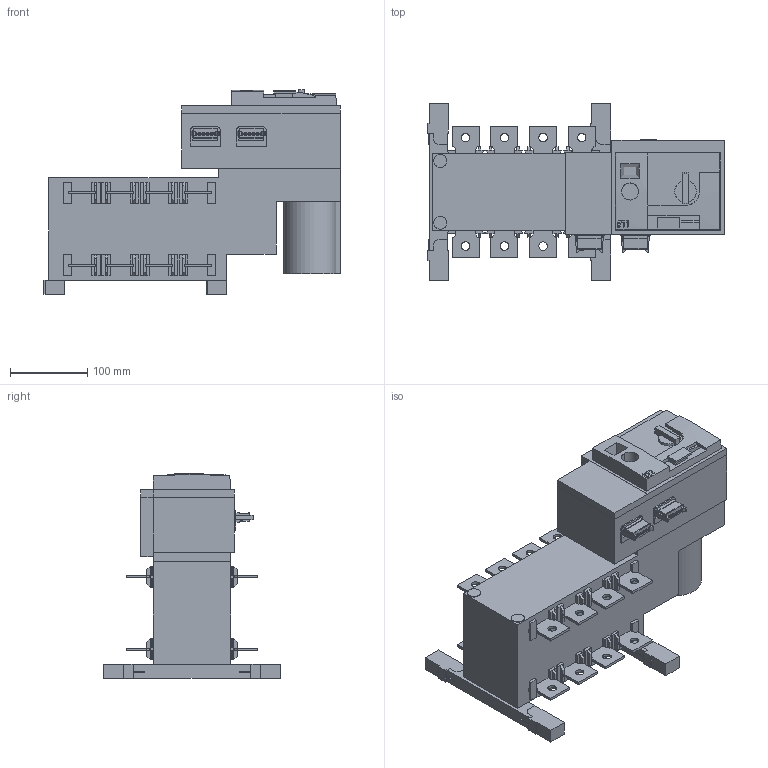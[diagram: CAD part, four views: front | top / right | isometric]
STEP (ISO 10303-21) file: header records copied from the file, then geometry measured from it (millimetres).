
FILE_DESCRIPTION((''),'2;1');
FILE_NAME('SDFG_ASM','2021-10-01T',('marketing.praksa'),('Audax d.o.o.'),'CREO PARAMETRIC BY PTC INC, 2017480','CREO PARAMETRIC BY PTC INC, 2017480','');
FILE_SCHEMA(('AUTOMOTIVE_DESIGN { 1 0 10303 214 1 1 1 1 }'));
Products named in the file (42): FRO; 95234025_01_1_1; 95234025_02_1_1; 95234025_05_1_1; 95234025_06_1_1; 95234025_07_1_1; 95234025_08_1_1; PLASTIKA_1_1_1; PLASTIKA_1_2_1; PLASTIKA_1_ASM_1_ASM; PRT9562_1_1_1_1_2_3_4_5; PRT9562_1_2_1_1_2; PRT9562_1_3_1_1_2; PRT9562_1_4_1; PRT9562_1_ASM_1_1_ASM; BL-ZAD_1_1; WHITE-ON-BLACK-BOX_1_1_1; WHITE-ON-BLACK-BOX_1_2_1; WHITE-ON-BLACK-BOX_1_ASM_1_ASM; 95234040_04_1_1; 95234040_04_1_2; 95234040_04_1_3; 95234040_04_1_4; 95234040_04_1_5; 95234040_04_1_6; 95234040_04_1_7; 95234040_04_1_8; 95234040_04_1_9; 95234040_04_1_10; 95234040_04_1_11; 95234040_04_1_12; 95234040_04_1_13; 95234040_04_1_14; 95234040_04_1_15; 95234040_04_1_16; 95234040_04_1_ASM; PRT9563_1_1_1_1_2_3; PRT9563_1_2_1_1_2; PRT9563_1_3_1_1_2; PRT9563_1_ASM_1_1_ASM ...
Assembly tree (41 placements, depth 3):
  SDFG_ASM
    FRO
    95234025_01_1_1
    95234025_02_1_1
    95234025_05_1_1
    95234025_06_1_1
    95234025_07_1_1
    95234025_08_1_1
    PLASTIKA_1_ASM_1_ASM
      PLASTIKA_1_1_1
      PLASTIKA_1_2_1
    PRT9562_1_ASM_1_1_ASM
      PRT9562_1_1_1_1_2_3_4_5
      PRT9562_1_2_1_1_2
      PRT9562_1_3_1_1_2
      PRT9562_1_4_1
    BL-ZAD_1_1
    WHITE-ON-BLACK-BOX_1_ASM_1_ASM
      WHITE-ON-BLACK-BOX_1_1_1
      WHITE-ON-BLACK-BOX_1_2_1
    95234040_04_1_ASM
      95234040_04_1_1
      95234040_04_1_2
      95234040_04_1_3
      95234040_04_1_4
      95234040_04_1_5
      95234040_04_1_6
      95234040_04_1_7
      95234040_04_1_8
      95234040_04_1_9
      95234040_04_1_10
      95234040_04_1_11
      95234040_04_1_12
      95234040_04_1_13
      95234040_04_1_14
      95234040_04_1_15
      95234040_04_1_16
    PRT9563_1_ASM_1_1_ASM
      PRT9563_1_1_1_1_2_3
      PRT9563_1_2_1_1_2
      PRT9563_1_3_1_1_2
    95234025_04_1_1_2_1_1
Bounding box: 383.03 x 229.49 x 264.77 mm (x, y, z)
Volume: 6941278.8 mm3; surface area: 489785.2 mm2
Topology: 36 solids, 36 shells, 1551 faces, 4118 edges, 2762 vertices
Faces by surface type: plane 1322, cylinder 217, cone 8, bspline 3, extrusion 1
Entity records: 72138 total; most frequent: CARTESIAN_POINT 9347, ORIENTED_EDGE 8236, DIRECTION 7859, PRESENTATION_STYLE_ASSIGNMENT 5351, STYLED_ITEM 5351, CURVE_STYLE 4118, EDGE_CURVE 4118, VECTOR 3451
